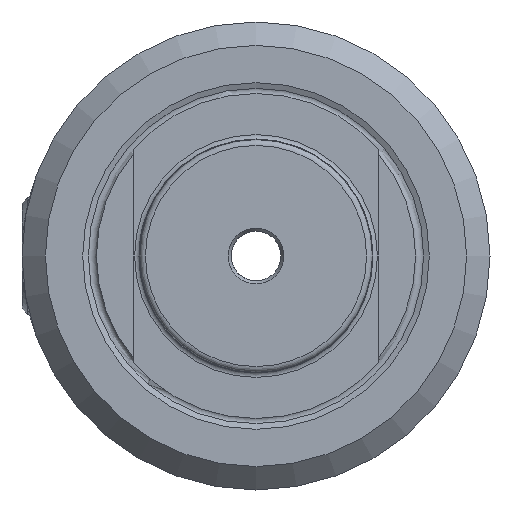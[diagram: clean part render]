
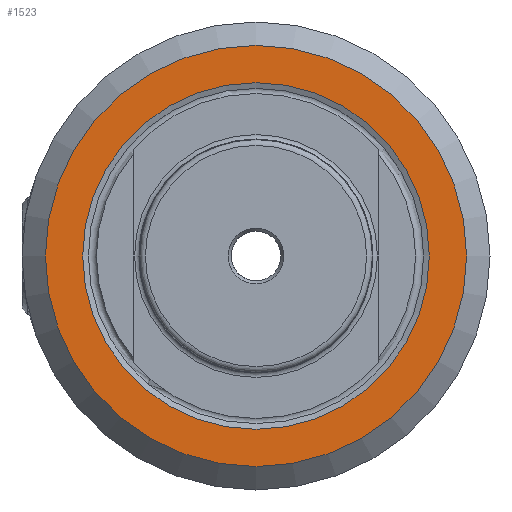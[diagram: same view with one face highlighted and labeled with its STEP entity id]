
A CAD part, left-side view. The second image highlights one B-rep face of the part: STEP entity #1523.
In plain terms, the highlighted planar face has unit normal (-1, 0, 0).
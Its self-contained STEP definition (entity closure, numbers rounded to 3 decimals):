
#4 = FACE_BOUND ( 'NONE', #2720, .T. ) ;
#11 = DIRECTION ( 'NONE',  ( 0., 0., 1. ) ) ;
#213 = EDGE_LOOP ( 'NONE', ( #657 ) ) ;
#297 = CARTESIAN_POINT ( 'NONE',  ( 40., 0., 0. ) ) ;
#489 = CIRCLE ( 'NONE', #2404, 36. ) ;
#503 = AXIS2_PLACEMENT_3D ( 'NONE', #297, #2086, #2369 ) ;
#657 = ORIENTED_EDGE ( 'NONE', *, *, #701, .T. ) ;
#701 = EDGE_CURVE ( 'NONE', #1425, #1425, #489, .T. ) ;
#968 = PLANE ( 'NONE',  #3255 ) ;
#985 = CARTESIAN_POINT ( 'NONE',  ( 40., 0., 0. ) ) ;
#1425 = VERTEX_POINT ( 'NONE', #2466 ) ;
#1464 = DIRECTION ( 'NONE',  ( 0., 0., -1. ) ) ;
#1471 = CARTESIAN_POINT ( 'NONE',  ( 40., 0., 29.626 ) ) ;
#1523 = ADVANCED_FACE ( 'NONE', ( #4, #1960 ), #968, .F. ) ;
#1822 = ORIENTED_EDGE ( 'NONE', *, *, #2224, .F. ) ;
#1960 = FACE_OUTER_BOUND ( 'NONE', #213, .T. ) ;
#2075 = CIRCLE ( 'NONE', #503, 29.626 ) ;
#2086 = DIRECTION ( 'NONE',  ( -1., 0., 0. ) ) ;
#2224 = EDGE_CURVE ( 'NONE', #2587, #2587, #2075, .T. ) ;
#2369 = DIRECTION ( 'NONE',  ( 0., 0., 1. ) ) ;
#2404 = AXIS2_PLACEMENT_3D ( 'NONE', #985, #2815, #11 ) ;
#2466 = CARTESIAN_POINT ( 'NONE',  ( 40., 0., 36. ) ) ;
#2587 = VERTEX_POINT ( 'NONE', #1471 ) ;
#2720 = EDGE_LOOP ( 'NONE', ( #1822 ) ) ;
#2749 = CARTESIAN_POINT ( 'NONE',  ( 40., -29.626, 0. ) ) ;
#2815 = DIRECTION ( 'NONE',  ( -1., 0., 0. ) ) ;
#3007 = DIRECTION ( 'NONE',  ( 1., 0., 0. ) ) ;
#3255 = AXIS2_PLACEMENT_3D ( 'NONE', #2749, #3007, #1464 ) ;
